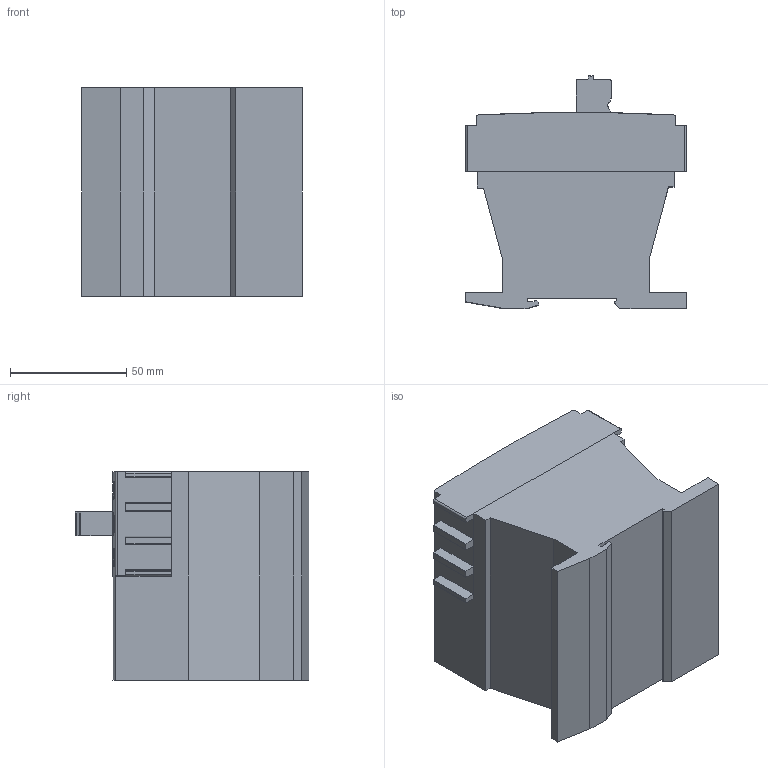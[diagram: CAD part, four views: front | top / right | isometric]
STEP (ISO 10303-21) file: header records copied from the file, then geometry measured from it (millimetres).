
FILE_DESCRIPTION (( 'STEP AP214' ), '1' );
FILE_NAME ('3RF2410_00001817_000__3D.STEP', '2007-01-30T09:59:50', ( 'Uwe Förster' ), ( 'Siemens and Partners' ), 'SwSTEP 2.0', 'SolidWorks 2007', '' );
FILE_SCHEMA (( 'AUTOMOTIVE_DESIGN' ));
Length unit declared in the file: millimetre
Products named in the file (1): 3RF2410_00001817_000__3D
Bounding box: 94.8 x 100.25 x 89.6 mm (x, y, z)
Volume: 560742.1 mm3; surface area: 66944.9 mm2
Topology: 3 solids, 3 shells, 500 faces, 1367 edges, 913 vertices
Faces by surface type: plane 310, bspline 109, cylinder 81
Entity records: 24781 total; most frequent: CARTESIAN_POINT 8048, ORIENTED_EDGE 2734, DIRECTION 2025, EDGE_CURVE 1367, VERTEX_POINT 913, VECTOR 871, LINE 871, AXIS2_PLACEMENT_3D 577
